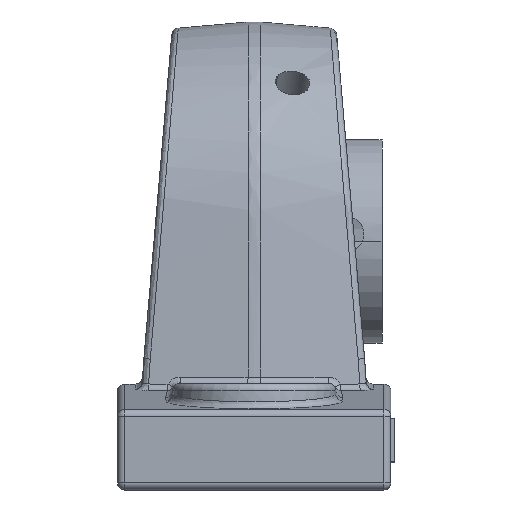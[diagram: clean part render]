
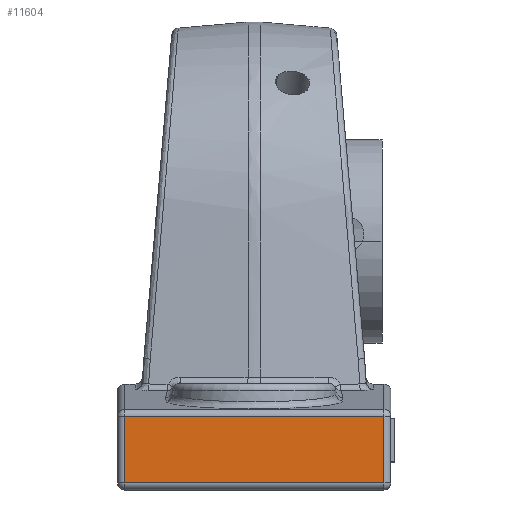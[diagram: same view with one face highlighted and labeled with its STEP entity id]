
A CAD part, front view. The second image highlights one B-rep face of the part: STEP entity #11604.
In plain terms, the highlighted planar face has unit normal (0, -1, 0).
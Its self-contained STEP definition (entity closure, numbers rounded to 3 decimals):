
#10000=CARTESIAN_POINT('Vertex',(18.25,-63.9,2.874)) ;
#10007=CARTESIAN_POINT('Vertex',(-18.25,-63.9,2.874)) ;
#10010=CARTESIAN_POINT('Line Origine',(0.,-63.9,2.874)) ;
#11231=CARTESIAN_POINT('Vertex',(-18.25,-63.9,-6.5)) ;
#11234=CARTESIAN_POINT('Line Origine',(-18.25,-63.9,-0.502)) ;
#11255=CARTESIAN_POINT('Vertex',(18.25,-63.9,-6.5)) ;
#11270=CARTESIAN_POINT('Line Origine',(18.25,-63.9,-0.502)) ;
#11464=CARTESIAN_POINT('Line Origine',(0.001,-63.9,-6.5)) ;
#11593=CARTESIAN_POINT('Axis2P3D Location',(0.,-63.9,-7.5)) ;
#10011=DIRECTION('Vector Direction',(-1.,0.,0.)) ;
#11235=DIRECTION('Vector Direction',(0.,0.,1.)) ;
#11271=DIRECTION('Vector Direction',(0.,0.,1.)) ;
#11465=DIRECTION('Vector Direction',(1.,0.,0.)) ;
#11594=DIRECTION('Axis2P3D Direction',(0.,1.,0.)) ;
#11595=DIRECTION('Axis2P3D XDirection',(0.,0.,1.)) ;
#11596=AXIS2_PLACEMENT_3D('Plane Axis2P3D',#11593,#11594,#11595) ;
#11599=ORIENTED_EDGE('',*,*,#11274,.T.) ;
#11600=ORIENTED_EDGE('',*,*,#10014,.T.) ;
#11601=ORIENTED_EDGE('',*,*,#11238,.T.) ;
#11602=ORIENTED_EDGE('',*,*,#11468,.T.) ;
#10012=VECTOR('Line Direction',#10011,1.) ;
#11236=VECTOR('Line Direction',#11235,1.) ;
#11272=VECTOR('Line Direction',#11271,1.) ;
#11466=VECTOR('Line Direction',#11465,1.) ;
#11604=ADVANCED_FACE('PartBody',(#11603),#11597,.F.) ;
#10014=EDGE_CURVE('',#10001,#10008,#10013,.T.) ;
#11238=EDGE_CURVE('',#10008,#11232,#11237,.F.) ;
#11274=EDGE_CURVE('',#11256,#10001,#11273,.T.) ;
#11468=EDGE_CURVE('',#11232,#11256,#11467,.T.) ;
#11598=EDGE_LOOP('',(#11599,#11600,#11601,#11602)) ;
#11603=FACE_OUTER_BOUND('',#11598,.T.) ;
#10013=LINE('Line',#10010,#10012) ;
#11237=LINE('Line',#11234,#11236) ;
#11273=LINE('Line',#11270,#11272) ;
#11467=LINE('Line',#11464,#11466) ;
#11597=PLANE('',#11596) ;
#10001=VERTEX_POINT('',#10000) ;
#10008=VERTEX_POINT('',#10007) ;
#11232=VERTEX_POINT('',#11231) ;
#11256=VERTEX_POINT('',#11255) ;
